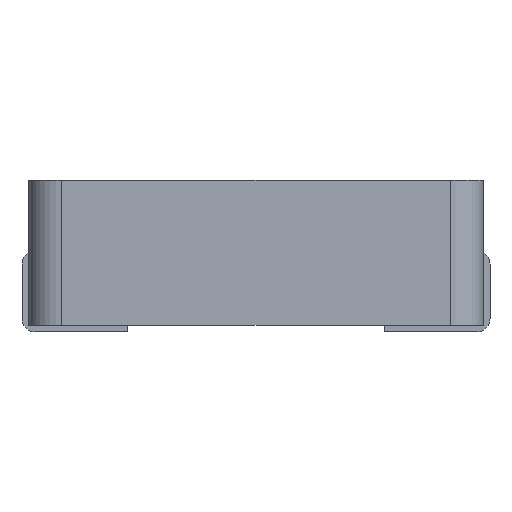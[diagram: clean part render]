
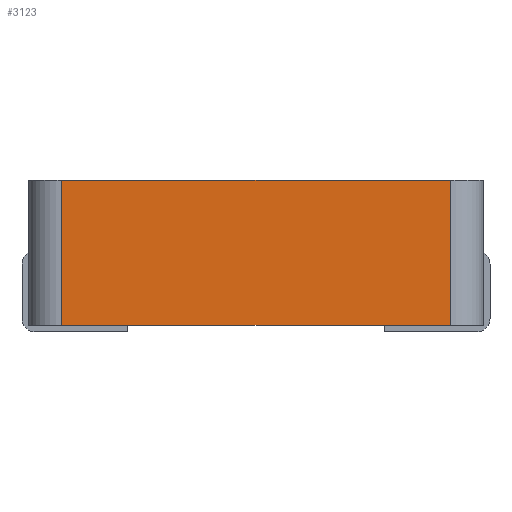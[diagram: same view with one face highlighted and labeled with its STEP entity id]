
A CAD part, front view. The second image highlights one B-rep face of the part: STEP entity #3123.
In plain terms, the highlighted planar face has unit normal (0, -1, 0).
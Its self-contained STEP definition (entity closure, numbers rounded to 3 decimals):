
#47=LINE('',#4167,#290);
#64=LINE('',#4210,#307);
#65=LINE('',#4212,#308);
#66=LINE('',#4214,#309);
#290=VECTOR('',#3393,1000.);
#307=VECTOR('',#3422,1000.);
#308=VECTOR('',#3423,1000.);
#309=VECTOR('',#3424,1000.);
#631=ORIENTED_EDGE('',*,*,#1291,.T.);
#632=ORIENTED_EDGE('',*,*,#1312,.F.);
#633=ORIENTED_EDGE('',*,*,#1313,.F.);
#634=ORIENTED_EDGE('',*,*,#1314,.T.);
#1291=EDGE_CURVE('',#1632,#1633,#47,.T.);
#1312=EDGE_CURVE('',#1652,#1633,#64,.T.);
#1313=EDGE_CURVE('',#1653,#1652,#65,.T.);
#1314=EDGE_CURVE('',#1653,#1632,#66,.T.);
#1632=VERTEX_POINT('',#4168);
#1633=VERTEX_POINT('',#4169);
#1652=VERTEX_POINT('',#4211);
#1653=VERTEX_POINT('',#4213);
#1873=EDGE_LOOP('',(#631,#632,#633,#634));
#2006=FACE_BOUND('',#1873,.T.);
#2132=PLANE('',#3257);
#3123=ADVANCED_FACE('',(#2006),#2132,.F.);
#3257=AXIS2_PLACEMENT_3D('',#4209,#3420,#3421);
#3393=DIRECTION('',(-1.,0.,0.));
#3420=DIRECTION('',(0.,1.,0.));
#3421=DIRECTION('',(0.,0.,1.));
#3422=DIRECTION('',(0.,0.,1.));
#3423=DIRECTION('',(-1.,0.,0.));
#3424=DIRECTION('',(0.,0.,1.));
#4167=CARTESIAN_POINT('',(-3.05,-3.3,0.));
#4168=CARTESIAN_POINT('',(2.95,-3.3,0.));
#4169=CARTESIAN_POINT('',(-2.95,-3.3,0.));
#4209=CARTESIAN_POINT('',(-3.05,-3.3,-2.2));
#4210=CARTESIAN_POINT('',(-2.95,-3.3,-2.2));
#4211=CARTESIAN_POINT('',(-2.95,-3.3,-2.2));
#4212=CARTESIAN_POINT('',(-3.05,-3.3,-2.2));
#4213=CARTESIAN_POINT('',(2.95,-3.3,-2.2));
#4214=CARTESIAN_POINT('',(2.95,-3.3,-2.2));
